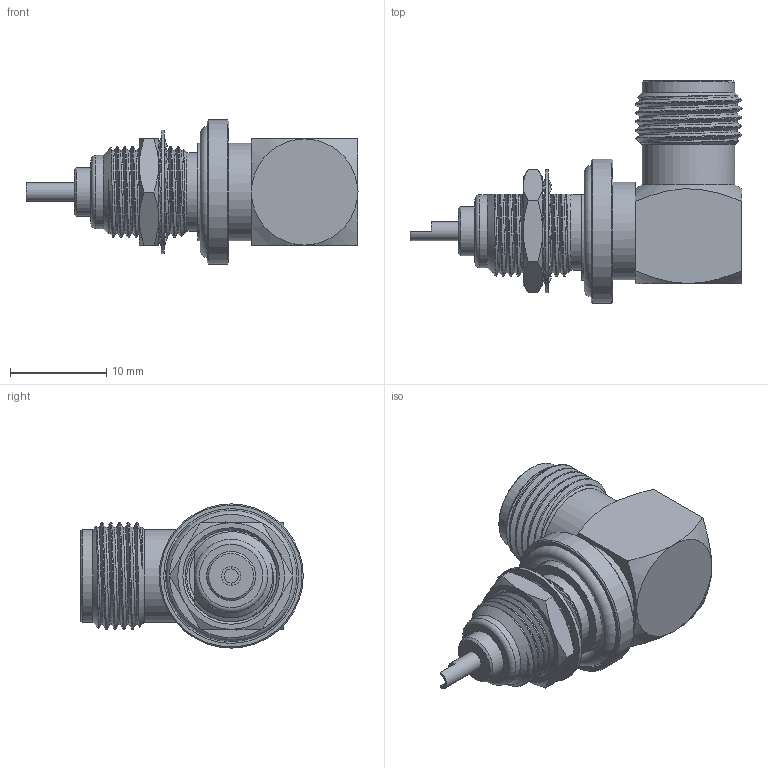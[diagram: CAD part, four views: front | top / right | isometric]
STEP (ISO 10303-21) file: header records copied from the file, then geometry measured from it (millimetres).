
FILE_DESCRIPTION (( 'STEP AP203' ), '1' );
FILE_NAME ('PE4471.step', '2019-12-24T21:56:23', ( '' ), ( '' ), 'SwSTEP 2.0', 'SolidWorks 2018', '' );
FILE_SCHEMA (( 'CONFIG_CONTROL_DESIGN' ));
Products named in the file (1): PE4471
Bounding box: 34.54 x 23.14 x 15 mm (x, y, z)
Volume: 3199.8 mm3; surface area: 2859.1 mm2
Topology: 4 solids, 4 shells, 228 faces, 633 edges, 421 vertices
Faces by surface type: bspline 81, plane 59, cylinder 51, cone 35, torus 2
Full cylindrical faces by diameter (mm): 1.346 x1, 1.458 x1, 1.854 x1, 1.966 x1, 4.572 x1, 5.08 x1, 7.62 x1, 9.652 x2, 10.158 x1, 10.189 x1, 12.837 x1, 14.032 x1, 15 x1
Entity records: 24926 total; most frequent: CARTESIAN_POINT 20115, ORIENTED_EDGE 1172, DIRECTION 688, EDGE_CURVE 586, VERTEX_POINT 404, AXIS2_PLACEMENT_3D 275, EDGE_LOOP 268, B_SPLINE_CURVE_WITH_KNOTS 242
